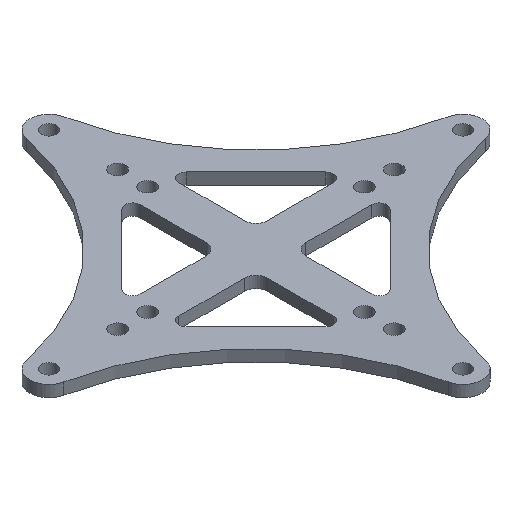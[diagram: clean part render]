
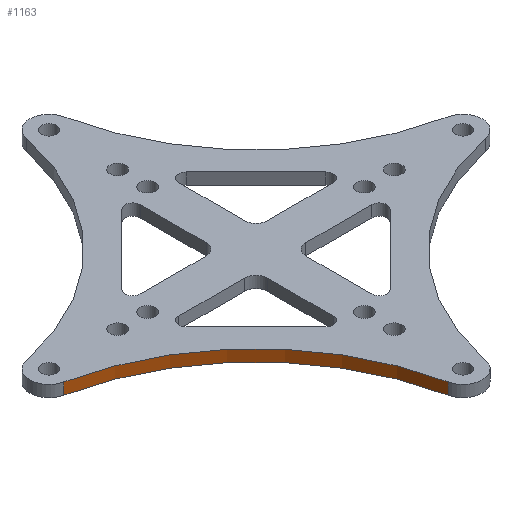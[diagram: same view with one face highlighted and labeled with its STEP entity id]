
A CAD part, isometric view. The second image highlights one B-rep face of the part: STEP entity #1163.
In plain terms, the highlighted cylindrical face has radius 32.213 mm (diameter 64.426 mm), a partial arc.
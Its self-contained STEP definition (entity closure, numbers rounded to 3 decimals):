
#38=CYLINDRICAL_SURFACE('',#1305,32.213);
#121=LINE('',#2010,#201);
#122=LINE('',#2013,#202);
#201=VECTOR('',#1643,10.);
#202=VECTOR('',#1646,10.);
#294=FACE_OUTER_BOUND('',#357,.T.);
#357=EDGE_LOOP('',(#991,#992,#993,#994));
#479=CIRCLE('',#1306,32.213);
#480=CIRCLE('',#1307,32.213);
#611=VERTEX_POINT('',#2006);
#612=VERTEX_POINT('',#2007);
#613=VERTEX_POINT('',#2009);
#614=VERTEX_POINT('',#2011);
#779=EDGE_CURVE('',#611,#612,#479,.T.);
#780=EDGE_CURVE('',#611,#613,#121,.T.);
#781=EDGE_CURVE('',#614,#613,#480,.T.);
#782=EDGE_CURVE('',#612,#614,#122,.T.);
#991=ORIENTED_EDGE('',*,*,#779,.F.);
#992=ORIENTED_EDGE('',*,*,#780,.T.);
#993=ORIENTED_EDGE('',*,*,#781,.F.);
#994=ORIENTED_EDGE('',*,*,#782,.F.);
#1163=ADVANCED_FACE('',(#294),#38,.F.);
#1305=AXIS2_PLACEMENT_3D('',#2005,#1639,#1640);
#1306=AXIS2_PLACEMENT_3D('',#2008,#1641,#1642);
#1307=AXIS2_PLACEMENT_3D('',#2012,#1644,#1645);
#1639=DIRECTION('center_axis',(0.,0.,1.));
#1640=DIRECTION('ref_axis',(0.979,0.202,0.));
#1641=DIRECTION('center_axis',(0.,0.,1.));
#1642=DIRECTION('ref_axis',(0.979,0.202,0.));
#1643=DIRECTION('',(0.,0.,1.));
#1644=DIRECTION('center_axis',(0.,0.,-1.));
#1645=DIRECTION('ref_axis',(0.979,0.202,0.));
#1646=DIRECTION('',(0.,0.,1.));
#2005=CARTESIAN_POINT('Origin',(-34.,-34.,0.));
#2006=CARTESIAN_POINT('',(-2.449,-27.504,0.));
#2007=CARTESIAN_POINT('',(-27.504,-2.449,0.));
#2008=CARTESIAN_POINT('Origin',(-34.,-34.,0.));
#2009=CARTESIAN_POINT('',(-2.449,-27.504,1.5));
#2010=CARTESIAN_POINT('',(-2.449,-27.504,0.));
#2011=CARTESIAN_POINT('',(-27.504,-2.449,1.5));
#2012=CARTESIAN_POINT('Origin',(-34.,-34.,1.5));
#2013=CARTESIAN_POINT('',(-27.504,-2.449,0.));
